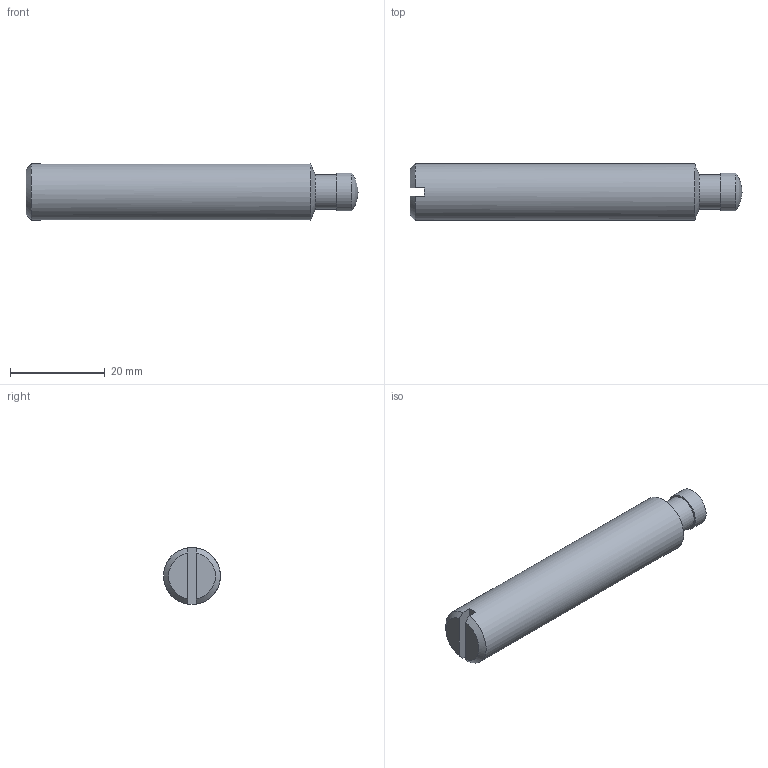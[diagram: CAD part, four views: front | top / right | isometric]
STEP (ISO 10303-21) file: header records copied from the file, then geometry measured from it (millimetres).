
FILE_DESCRIPTION( ( 'STEP AP214' ), '1' );
FILE_NAME( 'K0390.121X70.stp', '2020-12-07T10:15:49', ( '' ), ( '' ), ' ', 'PARTsolutions', ' ' );
FILE_SCHEMA( ( 'AUTOMOTIVE_DESIGN { 1 0 10303 214 1 1 1 1 }' ) );
Length unit declared in the file: millimetre
Products named in the file (1): _K0390.121X70
Bounding box: 70 x 12 x 12 mm (x, y, z)
Volume: 7153 mm3; surface area: 2735.9 mm2
Topology: 1 solids, 1 shells, 13 faces, 30 edges, 19 vertices
Faces by surface type: plane 6, cylinder 3, cone 3, sphere 1
Full cylindrical faces by diameter (mm): 7.2 x1, 8 x1, 12 x1
Entity records: 456 total; most frequent: CARTESIAN_POINT 67, DIRECTION 58, ORIENTED_EDGE 46, AXIS2_PLACEMENT_3D 25, EDGE_CURVE 23, EDGE_LOOP 18, VERTEX_POINT 18, FACE_OUTER_BOUND 16
